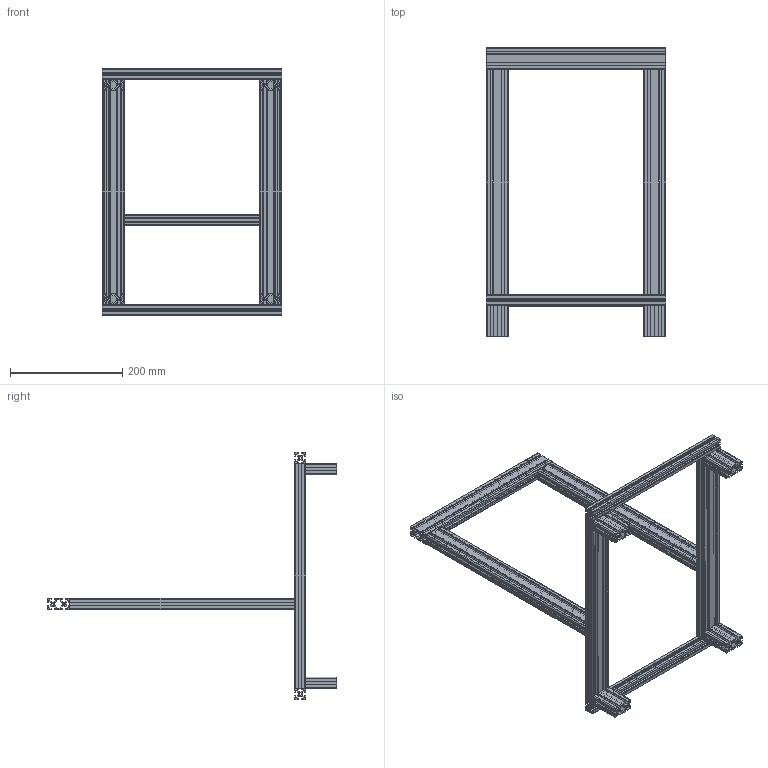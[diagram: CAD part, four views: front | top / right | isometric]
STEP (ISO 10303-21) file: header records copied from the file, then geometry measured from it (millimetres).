
FILE_DESCRIPTION(/* description */ (''),/* implementation_level */ '2;1');
FILE_NAME(/* name */ 'OnlyFrame.step',/* time_stamp */ '2024-03-27T21:37:27-05:00',/* author */ (''),/* organization */ (''),/* preprocessor_version */ 'ST-DEVELOPER v20',/* originating_system */ 'Autodesk Translation Framework v12.20.1.177',/* authorisation */ '');
FILE_SCHEMA (('AUTOMOTIVE_DESIGN { 1 0 10303 214 3 1 1 }'));
Length unit declared in the file: millimetre
Products named in the file (6): Frame; 2040 - YA; 2020- XA; 2040 - Z_Leg; 2040 - ZMain; Frame Top
Assembly tree (11 placements, depth 2):
  Frame
    2020- XA  x2
    2040 - YA  x2
    2040 - Z_Leg  x4
    2040 - ZMain  x2
    Frame Top
Bounding box: 320 x 515.3 x 440 mm (x, y, z)
Volume: 816927.4 mm3; surface area: 798151.9 mm2
Topology: 11 solids, 11 shells, 894 faces, 2616 edges, 1744 vertices
Faces by surface type: plane 616, cylinder 278
Full cylindrical faces by diameter (mm): 4.3 x12, 4.4 x8
Entity records: 14514 total; most frequent: CARTESIAN_POINT 2541, ORIENTED_EDGE 2514, DIRECTION 2451, EDGE_CURVE 1257, LINE 955, VECTOR 955, VERTEX_POINT 838, AXIS2_PLACEMENT_3D 748
